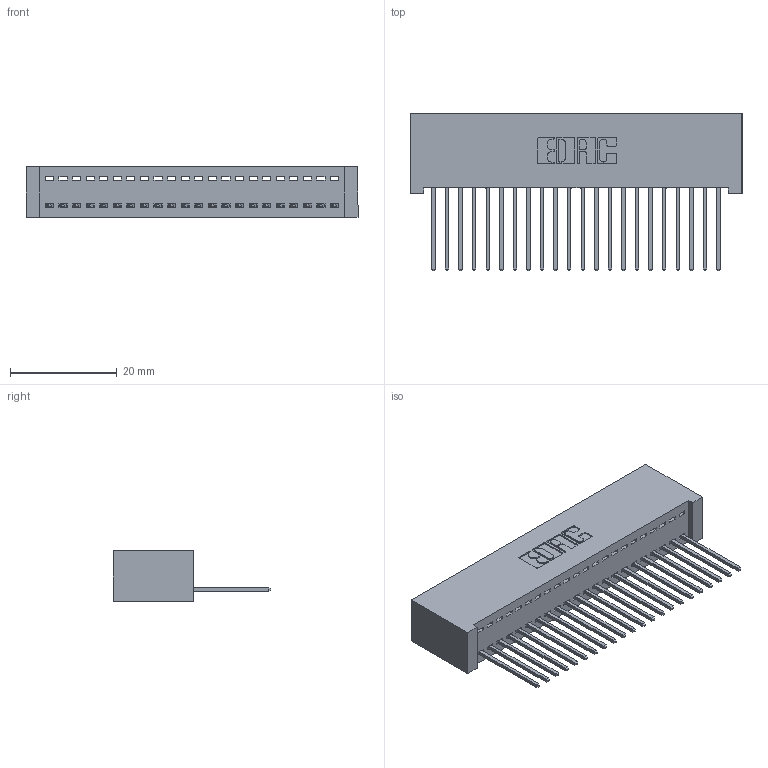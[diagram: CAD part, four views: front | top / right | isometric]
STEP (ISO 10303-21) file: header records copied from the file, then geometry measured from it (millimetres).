
FILE_DESCRIPTION (( 'STEP AP203' ), '1' );
FILE_NAME ('342-022-540-101.STEP', '2018-08-11T00:32:13', ( '' ), ( '' ), 'SwSTEP 2.0', 'SolidWorks 2016', '' );
FILE_SCHEMA (( 'CONFIG_CONTROL_DESIGN' ));
Length unit declared in the file: inch
Products named in the file (3): 342 Part_Lugless; 345-292-001_345-293-140; 342-022-540-101
Assembly tree (23 placements, depth 2):
  342-022-540-101
    342 Part_Lugless
    345-292-001_345-293-140  x22
Bounding box: 62.13 x 29.47 x 9.4 mm (x, y, z)
Volume: 5812.5 mm3; surface area: 8691.3 mm2
Topology: 23 solids, 23 shells, 1378 faces, 4147 edges, 2734 vertices
Faces by surface type: plane 986, cylinder 392
Entity records: 15645 total; most frequent: CARTESIAN_POINT 2708, ORIENTED_EDGE 2666, DIRECTION 2317, EDGE_CURVE 1333, VECTOR 1213, LINE 1213, VERTEX_POINT 886, AXIS2_PLACEMENT_3D 552
